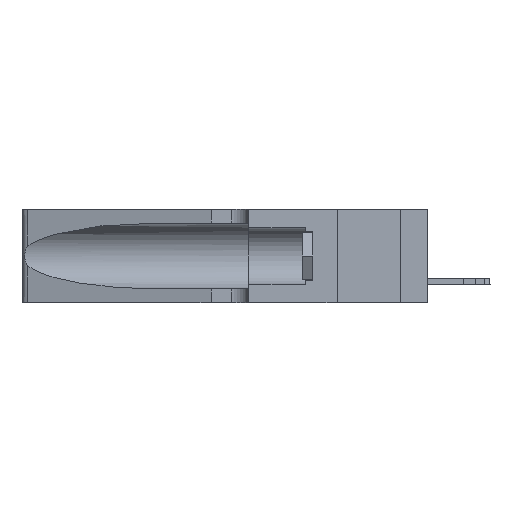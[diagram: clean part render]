
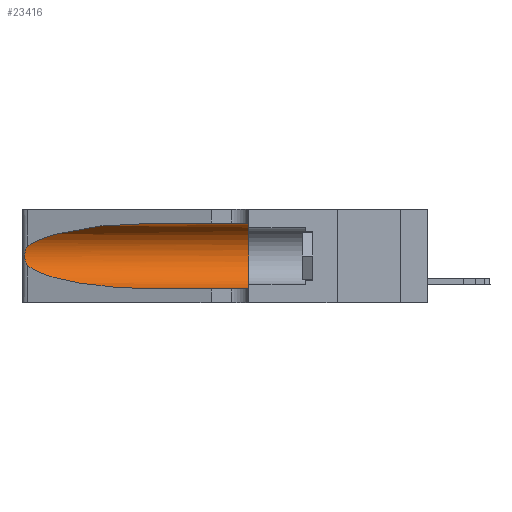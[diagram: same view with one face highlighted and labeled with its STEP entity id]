
A CAD part, left-side view. The second image highlights one B-rep face of the part: STEP entity #23416.
In plain terms, the highlighted cylindrical face has radius 3.308 mm (diameter 6.617 mm), a partial arc.
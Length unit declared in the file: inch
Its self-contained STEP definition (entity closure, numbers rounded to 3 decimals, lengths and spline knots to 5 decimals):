
#645 = CARTESIAN_POINT ( 'NONE',  ( 0.25487, 1.22718, 0.14631 ) ) ;
#1015 = CARTESIAN_POINT ( 'NONE',  ( 0.2373, 1.15595, 0.28018 ) ) ;
#1455 = EDGE_CURVE ( 'NONE', #13144, #20945, #3139, .T. ) ;
#1595 =( BOUNDED_CURVE ( )  B_SPLINE_CURVE ( 3, ( #29018, #35010, #1015, #34766 ),
 .UNSPECIFIED., .F., .F. ) 
 B_SPLINE_CURVE_WITH_KNOTS ( ( 4, 4 ),
 ( 1.5708, 2.84003 ),
 .UNSPECIFIED. ) 
 CURVE ( )  GEOMETRIC_REPRESENTATION_ITEM ( )  RATIONAL_B_SPLINE_CURVE ( ( 1., 0.87, 0.87, 1. ) ) 
 REPRESENTATION_ITEM ( '' )  );
#3139 = LINE ( 'NONE', #12928, #13685 ) ;
#3220 = CARTESIAN_POINT ( 'NONE',  ( 0.25487, 1.22718, 0.22369 ) ) ;
#3306 = CIRCLE ( 'NONE', #24608, 0.13025 ) ;
#3700 = CARTESIAN_POINT ( 'NONE',  ( 0.25487, 1.22718, 0.22369 ) ) ;
#3731 = CARTESIAN_POINT ( 'NONE',  ( 0.1305, 0.72297, 0.31525 ) ) ;
#4741 = ORIENTED_EDGE ( 'NONE', *, *, #26044, .T. ) ;
#5034 = CARTESIAN_POINT ( 'NONE',  ( 0.18966, 0.96281, 0.05475 ) ) ;
#5799 = CARTESIAN_POINT ( 'NONE',  ( 0.25639, 1.23184, 0.21858 ) ) ;
#6032 = CARTESIAN_POINT ( 'NONE',  ( 0.25854, 1.2359, 0.20912 ) ) ;
#6124 = CARTESIAN_POINT ( 'NONE',  ( 0.1305, 0.35, 0.185 ) ) ;
#6271 = VERTEX_POINT ( 'NONE', #9223 ) ;
#6389 = VERTEX_POINT ( 'NONE', #3700 ) ;
#6520 = CARTESIAN_POINT ( 'NONE',  ( 0.26075, 1.23896, 0.178 ) ) ;
#7324 = ORIENTED_EDGE ( 'NONE', *, *, #18091, .F. ) ;
#8134 = VECTOR ( 'NONE', #19253, 39.37008 ) ;
#8623 = CARTESIAN_POINT ( 'NONE',  ( 0.1305, 1.61858, 0.185 ) ) ;
#8839 = DIRECTION ( 'NONE',  ( 0., 1., 0. ) ) ;
#8997 = LINE ( 'NONE', #24397, #8134 ) ;
#9223 = CARTESIAN_POINT ( 'NONE',  ( 0.25487, 1.22718, 0.14631 ) ) ;
#9227 = CARTESIAN_POINT ( 'NONE',  ( 0.26075, 1.23896, 0.19203 ) ) ;
#11301 = EDGE_CURVE ( 'NONE', #32143, #6389, #1595, .T. ) ;
#11400 = DIRECTION ( 'NONE',  ( 0., 0., -1. ) ) ;
#11419 = B_SPLINE_CURVE_WITH_KNOTS ( 'NONE', 3,
 ( #3220, #19820, #5799, #22870, #6032, #25690, #9227, #6520, #34515, #28882, #23604, #31798, #20405, #645 ),
 .UNSPECIFIED., .F., .F.,
 ( 4, 2, 2, 2, 2, 2, 4 ),
 ( 0., 0.00027, 0.00053, 0.00107, 0.0016, 0.00187, 0.00214 ),
 .UNSPECIFIED. ) ;
#11518 = ORIENTED_EDGE ( 'NONE', *, *, #11301, .T. ) ;
#11746 = CARTESIAN_POINT ( 'NONE',  ( 0.1305, 0.35, 0.05475 ) ) ;
#12260 = AXIS2_PLACEMENT_3D ( 'NONE', #8623, #34251, #11400 ) ;
#12928 = CARTESIAN_POINT ( 'NONE',  ( 0.1305, 1.61858, 0.05475 ) ) ;
#13144 = VERTEX_POINT ( 'NONE', #24383 ) ;
#13250 = CARTESIAN_POINT ( 'NONE',  ( 0.1305, 0.72297, 0.05475 ) ) ;
#13600 = EDGE_CURVE ( 'NONE', #17440, #20945, #3306, .T. ) ;
#13685 = VECTOR ( 'NONE', #15545, 39.37008 ) ;
#15545 = DIRECTION ( 'NONE',  ( 0., -1., 0. ) ) ;
#16011 = ORIENTED_EDGE ( 'NONE', *, *, #25249, .T. ) ;
#16364 = CARTESIAN_POINT ( 'NONE',  ( 0.25487, 1.22718, 0.14631 ) ) ;
#17440 = VERTEX_POINT ( 'NONE', #32774 ) ;
#17617 = EDGE_LOOP ( 'NONE', ( #11518, #16011, #4741, #23651, #31305, #7324 ) ) ;
#18091 = EDGE_CURVE ( 'NONE', #32143, #17440, #8997, .T. ) ;
#19253 = DIRECTION ( 'NONE',  ( 0., -1., 0. ) ) ;
#19820 = CARTESIAN_POINT ( 'NONE',  ( 0.25555, 1.22994, 0.2215 ) ) ;
#20405 = CARTESIAN_POINT ( 'NONE',  ( 0.25555, 1.22993, 0.14849 ) ) ;
#20945 = VERTEX_POINT ( 'NONE', #11746 ) ;
#22870 = CARTESIAN_POINT ( 'NONE',  ( 0.25787, 1.23484, 0.2124 ) ) ;
#23416 = ADVANCED_FACE ( 'NONE', ( #26455 ), #35233, .F. ) ;
#23604 = CARTESIAN_POINT ( 'NONE',  ( 0.25789, 1.23486, 0.15765 ) ) ;
#23651 = ORIENTED_EDGE ( 'NONE', *, *, #1455, .T. ) ;
#24383 = CARTESIAN_POINT ( 'NONE',  ( 0.1305, 0.72297, 0.05475 ) ) ;
#24397 = CARTESIAN_POINT ( 'NONE',  ( 0.1305, 1.61858, 0.31525 ) ) ;
#24599 = CARTESIAN_POINT ( 'NONE',  ( 0.2373, 1.15595, 0.08982 ) ) ;
#24608 = AXIS2_PLACEMENT_3D ( 'NONE', #6124, #8839, #28497 ) ;
#25249 = EDGE_CURVE ( 'NONE', #6389, #6271, #11419, .T. ) ;
#25690 = CARTESIAN_POINT ( 'NONE',  ( 0.26018, 1.23835, 0.19895 ) ) ;
#26044 = EDGE_CURVE ( 'NONE', #6271, #13144, #29969, .T. ) ;
#26455 = FACE_OUTER_BOUND ( 'NONE', #17617, .T. ) ;
#28497 = DIRECTION ( 'NONE',  ( 0., 0., 1. ) ) ;
#28882 = CARTESIAN_POINT ( 'NONE',  ( 0.25856, 1.23593, 0.16098 ) ) ;
#29018 = CARTESIAN_POINT ( 'NONE',  ( 0.1305, 0.72297, 0.31525 ) ) ;
#29969 =( BOUNDED_CURVE ( )  B_SPLINE_CURVE ( 3, ( #16364, #24599, #5034, #13250 ),
 .UNSPECIFIED., .F., .T. ) 
 B_SPLINE_CURVE_WITH_KNOTS ( ( 4, 4 ),
 ( 3.44316, 4.71239 ),
 .UNSPECIFIED. ) 
 CURVE ( )  GEOMETRIC_REPRESENTATION_ITEM ( )  RATIONAL_B_SPLINE_CURVE ( ( 1., 0.87, 0.87, 1. ) ) 
 REPRESENTATION_ITEM ( '' )  );
#31305 = ORIENTED_EDGE ( 'NONE', *, *, #13600, .F. ) ;
#31798 = CARTESIAN_POINT ( 'NONE',  ( 0.25639, 1.23186, 0.15144 ) ) ;
#32143 = VERTEX_POINT ( 'NONE', #3731 ) ;
#32774 = CARTESIAN_POINT ( 'NONE',  ( 0.1305, 0.35, 0.31525 ) ) ;
#34251 = DIRECTION ( 'NONE',  ( 0., -1., 0. ) ) ;
#34515 = CARTESIAN_POINT ( 'NONE',  ( 0.26017, 1.23833, 0.17102 ) ) ;
#34766 = CARTESIAN_POINT ( 'NONE',  ( 0.25487, 1.22718, 0.22369 ) ) ;
#35010 = CARTESIAN_POINT ( 'NONE',  ( 0.18966, 0.96281, 0.31525 ) ) ;
#35233 = CYLINDRICAL_SURFACE ( 'NONE', #12260, 0.13025 ) ;
